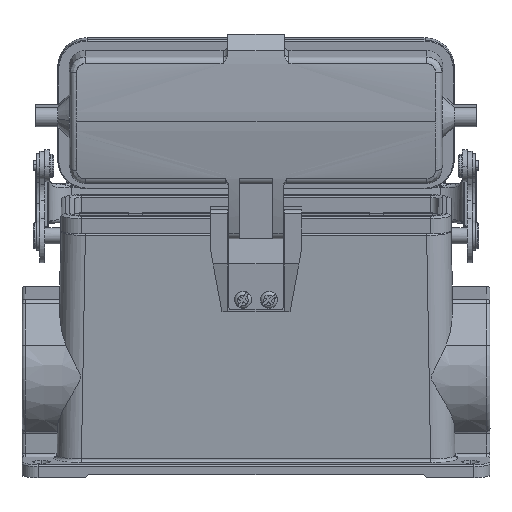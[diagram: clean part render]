
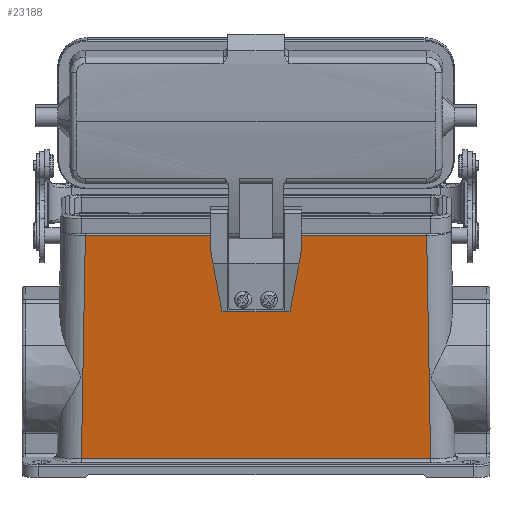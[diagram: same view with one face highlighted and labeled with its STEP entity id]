
A CAD part, front view. The second image highlights one B-rep face of the part: STEP entity #23188.
In plain terms, the highlighted planar face has unit normal (0, -0.989, -0.147).
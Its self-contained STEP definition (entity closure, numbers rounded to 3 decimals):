
#611=CARTESIAN_POINT('',(-53.745,-11.575,
-50.86));
#666=DIRECTION('',(0.017,0.147,-0.989));
#667=VECTOR('',#666,69.547);
#668=CARTESIAN_POINT('',(52.488,-21.826,17.917));
#669=LINE('',#668,#667);
#670=DIRECTION('',(0.017,-0.147,0.989));
#671=VECTOR('',#670,69.547);
#672=CARTESIAN_POINT('',(-53.745,-11.575,
-50.86));
#673=LINE('',#672,#671);
#674=DIRECTION('',(0.172,-0.145,0.974));
#675=VECTOR('',#674,1.221);
#676=CARTESIAN_POINT('',(10.58,-18.718,-2.935));
#677=LINE('',#676,#675);
#678=DIRECTION('',(0.707,-0.104,0.699));
#679=VECTOR('',#678,0.707);
#680=CARTESIAN_POINT('',(1.979,-20.844,11.33));
#681=LINE('',#680,#679);
#682=DIRECTION('',(0.707,0.104,-0.699));
#683=VECTOR('',#682,0.707);
#684=CARTESIAN_POINT('',(-2.521,-20.918,11.824));
#685=LINE('',#684,#683);
#686=DIRECTION('',(0.172,0.145,-0.974));
#687=VECTOR('',#686,1.221);
#688=CARTESIAN_POINT('',(-10.833,-18.895,
-1.745));
#689=LINE('',#688,#687);
#690=DIRECTION('',(1.,0.,0.));
#691=VECTOR('',#690,107.447);
#692=CARTESIAN_POINT('',(-53.745,-11.575,
-50.86));
#693=LINE('',#692,#691);
#747=DIRECTION('',(-1.,0.,0.));
#748=VECTOR('',#747,105.019);
#749=CARTESIAN_POINT('',(52.488,-21.826,17.917));
#750=LINE('',#749,#748);
#2224=DIRECTION('',(-1.,0.,0.));
#2225=VECTOR('',#2224,21.203);
#2226=CARTESIAN_POINT('',(10.58,-18.718,
-2.935));
#2227=LINE('',#2226,#2225);
#2232=DIRECTION('',(0.749,-0.098,0.655));
#2233=VECTOR('',#2232,6.573);
#2234=CARTESIAN_POINT('',(-10.833,-18.895,
-1.745));
#2235=LINE('',#2234,#2233);
#2240=CARTESIAN_POINT('',(-5.909,-19.537,
2.561));
#2241=CARTESIAN_POINT('',(-5.37,-19.607,
3.032));
#2242=CARTESIAN_POINT('',(-4.741,-19.642,
3.268));
#2243=CARTESIAN_POINT('',(-4.021,-19.642,
3.268));
#2249=DIRECTION('',(1.,0.,0.));
#2250=VECTOR('',#2249,2.);
#2251=CARTESIAN_POINT('',(-4.021,-19.642,
3.268));
#2252=LINE('',#2251,#2250);
#2257=DIRECTION('',(0.,-0.147,0.989));
#2258=VECTOR('',#2257,8.151);
#2259=CARTESIAN_POINT('',(-2.021,-19.642,
3.268));
#2260=LINE('',#2259,#2258);
#2269=DIRECTION('',(0.,-0.147,0.989));
#2270=VECTOR('',#2269,4.501);
#2271=CARTESIAN_POINT('',(-2.521,-20.918,
11.824));
#2272=LINE('',#2271,#2270);
#2277=DIRECTION('',(1.,0.,0.));
#2278=VECTOR('',#2277,5.);
#2279=CARTESIAN_POINT('',(-2.521,-21.581,
16.276));
#2280=LINE('',#2279,#2278);
#2285=DIRECTION('',(0.,0.147,-0.989));
#2286=VECTOR('',#2285,4.501);
#2287=CARTESIAN_POINT('',(2.479,-21.581,16.276));
#2288=LINE('',#2287,#2286);
#2297=DIRECTION('',(0.,0.147,-0.989));
#2298=VECTOR('',#2297,8.151);
#2299=CARTESIAN_POINT('',(1.979,-20.844,11.33));
#2300=LINE('',#2299,#2298);
#2305=DIRECTION('',(1.,0.,0.));
#2306=VECTOR('',#2305,2.);
#2307=CARTESIAN_POINT('',(1.979,-19.642,3.268));
#2308=LINE('',#2307,#2306);
#2313=CARTESIAN_POINT('',(3.979,-19.642,3.268));
#2314=CARTESIAN_POINT('',(4.698,-19.642,3.268));
#2315=CARTESIAN_POINT('',(5.327,-19.607,3.032));
#2316=CARTESIAN_POINT('',(5.866,-19.537,2.561));
#2322=DIRECTION('',(0.749,0.098,-0.655));
#2323=VECTOR('',#2322,6.573);
#2324=CARTESIAN_POINT('',(5.866,-19.537,2.561));
#2325=LINE('',#2324,#2323);
#19205=VERTEX_POINT('',#611);
#19209=CARTESIAN_POINT('',(52.488,-21.826,
17.917));
#19210=CARTESIAN_POINT('',(53.702,-11.575,
-50.86));
#19211=VERTEX_POINT('',#19209);
#19212=VERTEX_POINT('',#19210);
#19213=CARTESIAN_POINT('',(-52.531,-21.826,
17.917));
#19214=VERTEX_POINT('',#19213);
#19215=CARTESIAN_POINT('',(10.58,-18.718,
-2.935));
#19216=CARTESIAN_POINT('',(10.791,-18.895,
-1.745));
#19217=VERTEX_POINT('',#19215);
#19218=VERTEX_POINT('',#19216);
#19219=VERTEX_POINT('',#2313);
#19220=VERTEX_POINT('',#2316);
#19221=CARTESIAN_POINT('',(1.979,-19.642,
3.268));
#19222=VERTEX_POINT('',#19221);
#19223=CARTESIAN_POINT('',(1.979,-20.844,
11.33));
#19224=CARTESIAN_POINT('',(2.479,-20.918,
11.824));
#19225=VERTEX_POINT('',#19223);
#19226=VERTEX_POINT('',#19224);
#19227=CARTESIAN_POINT('',(-2.521,-21.581,
16.276));
#19228=CARTESIAN_POINT('',(2.479,-21.581,
16.276));
#19229=VERTEX_POINT('',#19227);
#19230=VERTEX_POINT('',#19228);
#19231=CARTESIAN_POINT('',(-2.521,-20.918,
11.824));
#19232=CARTESIAN_POINT('',(-2.021,-20.844,
11.33));
#19233=VERTEX_POINT('',#19231);
#19234=VERTEX_POINT('',#19232);
#19235=CARTESIAN_POINT('',(-4.021,-19.642,
3.268));
#19236=CARTESIAN_POINT('',(-2.021,-19.642,
3.268));
#19237=VERTEX_POINT('',#19235);
#19238=VERTEX_POINT('',#19236);
#19239=CARTESIAN_POINT('',(-10.833,-18.895,
-1.745));
#19240=CARTESIAN_POINT('',(-10.623,-18.718,
-2.935));
#19241=VERTEX_POINT('',#19239);
#19242=VERTEX_POINT('',#19240);
#19775=CARTESIAN_POINT('',(-5.909,-19.537,
2.561));
#19776=VERTEX_POINT('',#19775);
#23141=CARTESIAN_POINT('',(-0.021,-16.701,
-16.472));
#23142=DIRECTION('',(0.,0.989,0.147));
#23143=DIRECTION('',(0.,0.147,-0.989));
#23144=AXIS2_PLACEMENT_3D('',#23141,#23142,#23143);
#23145=PLANE('',#23144);
#23146=ORIENTED_EDGE('',*,*,#22988,.T.);
#23148=ORIENTED_EDGE('',*,*,#23147,.F.);
#23149=ORIENTED_EDGE('',*,*,#23123,.T.);
#23151=ORIENTED_EDGE('',*,*,#23150,.F.);
#23152=EDGE_LOOP('',(#23146,#23148,#23149,#23151));
#23153=FACE_OUTER_BOUND('',#23152,.F.);
#23155=ORIENTED_EDGE('',*,*,#23154,.F.);
#23157=ORIENTED_EDGE('',*,*,#23156,.T.);
#23159=ORIENTED_EDGE('',*,*,#23158,.F.);
#23161=ORIENTED_EDGE('',*,*,#23160,.F.);
#23163=ORIENTED_EDGE('',*,*,#23162,.F.);
#23165=ORIENTED_EDGE('',*,*,#23164,.F.);
#23167=ORIENTED_EDGE('',*,*,#23166,.T.);
#23169=ORIENTED_EDGE('',*,*,#23168,.F.);
#23171=ORIENTED_EDGE('',*,*,#23170,.F.);
#23173=ORIENTED_EDGE('',*,*,#23172,.F.);
#23175=ORIENTED_EDGE('',*,*,#23174,.T.);
#23177=ORIENTED_EDGE('',*,*,#23176,.F.);
#23179=ORIENTED_EDGE('',*,*,#23178,.F.);
#23181=ORIENTED_EDGE('',*,*,#23180,.F.);
#23183=ORIENTED_EDGE('',*,*,#23182,.F.);
#23185=ORIENTED_EDGE('',*,*,#23184,.T.);
#23186=EDGE_LOOP('',(#23155,#23157,#23159,#23161,#23163,#23165,#23167,#23169,
#23171,#23173,#23175,#23177,#23179,#23181,#23183,#23185));
#23187=FACE_BOUND('',#23186,.F.);
#2244=B_SPLINE_CURVE_WITH_KNOTS('',3,(#2240,#2241,#2242,#2243),.UNSPECIFIED.,
.F.,.F.,(4,4),(0.,1.),.UNSPECIFIED.);
#2317=B_SPLINE_CURVE_WITH_KNOTS('',3,(#2313,#2314,#2315,#2316),.UNSPECIFIED.,
.F.,.F.,(4,4),(0.,1.),.UNSPECIFIED.);
#22988=EDGE_CURVE('',#19211,#19212,#669,.T.);
#23123=EDGE_CURVE('',#19205,#19214,#673,.T.);
#23147=EDGE_CURVE('',#19205,#19212,#693,.T.);
#23150=EDGE_CURVE('',#19211,#19214,#750,.T.);
#23154=EDGE_CURVE('',#19217,#19242,#2227,.T.);
#23156=EDGE_CURVE('',#19217,#19218,#677,.T.);
#23158=EDGE_CURVE('',#19220,#19218,#2325,.T.);
#23160=EDGE_CURVE('',#19219,#19220,#2317,.T.);
#23162=EDGE_CURVE('',#19222,#19219,#2308,.T.);
#23164=EDGE_CURVE('',#19225,#19222,#2300,.T.);
#23166=EDGE_CURVE('',#19225,#19226,#681,.T.);
#23168=EDGE_CURVE('',#19230,#19226,#2288,.T.);
#23170=EDGE_CURVE('',#19229,#19230,#2280,.T.);
#23172=EDGE_CURVE('',#19233,#19229,#2272,.T.);
#23174=EDGE_CURVE('',#19233,#19234,#685,.T.);
#23176=EDGE_CURVE('',#19238,#19234,#2260,.T.);
#23178=EDGE_CURVE('',#19237,#19238,#2252,.T.);
#23180=EDGE_CURVE('',#19776,#19237,#2244,.T.);
#23182=EDGE_CURVE('',#19241,#19776,#2235,.T.);
#23184=EDGE_CURVE('',#19241,#19242,#689,.T.);
#23188=ADVANCED_FACE('',(#23153,#23187),#23145,.F.);
